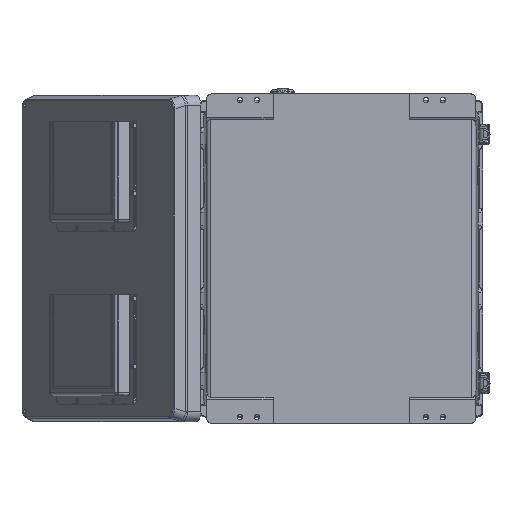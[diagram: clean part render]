
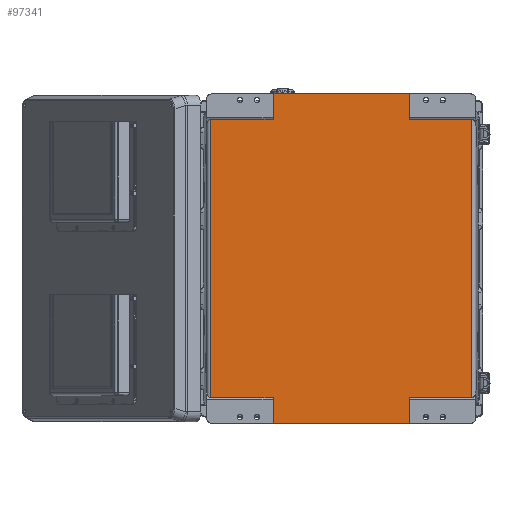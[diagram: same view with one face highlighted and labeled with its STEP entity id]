
A CAD part, front view. The second image highlights one B-rep face of the part: STEP entity #97341.
In plain terms, the highlighted planar face has unit normal (0, -1, 0).
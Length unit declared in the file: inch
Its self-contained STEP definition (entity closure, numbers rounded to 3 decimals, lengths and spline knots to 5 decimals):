
#763 = VECTOR ( 'NONE', #7660, 39.37008 ) ;
#824 = VECTOR ( 'NONE', #4629, 39.37008 ) ;
#1003 = ORIENTED_EDGE ( 'NONE', *, *, #22720, .T. ) ;
#1870 = CARTESIAN_POINT ( 'NONE',  ( 8.11811, 0.05906, -17.96858 ) ) ;
#3811 = CARTESIAN_POINT ( 'NONE',  ( 4.03163, 0.05906, 0. ) ) ;
#4627 = FACE_OUTER_BOUND ( 'NONE', #12329, .T. ) ;
#4629 = DIRECTION ( 'NONE',  ( 0., 0., -1. ) ) ;
#5567 = DIRECTION ( 'NONE',  ( 0., 0., 1. ) ) ;
#5773 = LINE ( 'NONE', #37948, #27103 ) ;
#5912 = CARTESIAN_POINT ( 'NONE',  ( -7.73754, 0.05906, -1.51961 ) ) ;
#6113 = VERTEX_POINT ( 'NONE', #60435 ) ;
#6787 = VERTEX_POINT ( 'NONE', #86105 ) ;
#7660 = DIRECTION ( 'NONE',  ( 0., 0., 1. ) ) ;
#8824 = VECTOR ( 'NONE', #12202, 39.37008 ) ;
#10340 = LINE ( 'NONE', #1870, #33666 ) ;
#12202 = DIRECTION ( 'NONE',  ( -1., 0., 0. ) ) ;
#12329 = EDGE_LOOP ( 'NONE', ( #21979, #53679, #101368, #30096, #14128, #89241, #1003, #75646, #33973, #87341, #44911, #88821 ) ) ;
#12516 = CARTESIAN_POINT ( 'NONE',  ( -4.03163, 0.05906, -17.96858 ) ) ;
#13651 = PLANE ( 'NONE',  #84474 ) ;
#13681 = DIRECTION ( 'NONE',  ( 0., 0., 1. ) ) ;
#14128 = ORIENTED_EDGE ( 'NONE', *, *, #50847, .F. ) ;
#14160 = VECTOR ( 'NONE', #107537, 39.37008 ) ;
#15556 = DIRECTION ( 'NONE',  ( -1., 0., 0. ) ) ;
#16114 = LINE ( 'NONE', #57837, #66702 ) ;
#16352 = CARTESIAN_POINT ( 'NONE',  ( -4.03163, 0.05906, -19.48819 ) ) ;
#16784 = EDGE_CURVE ( 'NONE', #6113, #29169, #59493, .T. ) ;
#18165 = CARTESIAN_POINT ( 'NONE',  ( -4.03163, 0.05906, 0. ) ) ;
#21159 = LINE ( 'NONE', #5912, #97319 ) ;
#21979 = ORIENTED_EDGE ( 'NONE', *, *, #46918, .F. ) ;
#22720 = EDGE_CURVE ( 'NONE', #33569, #6787, #82258, .T. ) ;
#24010 = VERTEX_POINT ( 'NONE', #18165 ) ;
#25922 = CARTESIAN_POINT ( 'NONE',  ( -8.11811, 0.05906, -17.96858 ) ) ;
#27103 = VECTOR ( 'NONE', #13681, 39.37008 ) ;
#29169 = VERTEX_POINT ( 'NONE', #16352 ) ;
#29235 = EDGE_CURVE ( 'NONE', #73968, #59080, #103189, .T. ) ;
#29729 = DIRECTION ( 'NONE',  ( 0., 0., -1. ) ) ;
#30096 = ORIENTED_EDGE ( 'NONE', *, *, #16784, .F. ) ;
#31411 = VECTOR ( 'NONE', #70482, 39.37008 ) ;
#32138 = CARTESIAN_POINT ( 'NONE',  ( 4.03163, 0.05906, -17.96858 ) ) ;
#33569 = VERTEX_POINT ( 'NONE', #79160 ) ;
#33666 = VECTOR ( 'NONE', #78585, 39.37008 ) ;
#33973 = ORIENTED_EDGE ( 'NONE', *, *, #49722, .T. ) ;
#37948 = CARTESIAN_POINT ( 'NONE',  ( -4.03163, 0.05906, 0.85787 ) ) ;
#38749 = LINE ( 'NONE', #73146, #14160 ) ;
#39044 = DIRECTION ( 'NONE',  ( 0., 0., 1. ) ) ;
#39869 = LINE ( 'NONE', #46081, #89803 ) ;
#40532 = LINE ( 'NONE', #42223, #87821 ) ;
#42223 = CARTESIAN_POINT ( 'NONE',  ( 4.03163, 0.05906, 0.85787 ) ) ;
#44911 = ORIENTED_EDGE ( 'NONE', *, *, #47218, .F. ) ;
#46081 = CARTESIAN_POINT ( 'NONE',  ( 4.03163, 0.05906, -20.34606 ) ) ;
#46918 = EDGE_CURVE ( 'NONE', #73968, #67109, #21159, .T. ) ;
#47218 = EDGE_CURVE ( 'NONE', #66634, #24010, #5773, .T. ) ;
#49382 = CARTESIAN_POINT ( 'NONE',  ( 8.11811, 0.05906, -19.48819 ) ) ;
#49722 = EDGE_CURVE ( 'NONE', #105476, #89228, #40532, .T. ) ;
#50255 = CARTESIAN_POINT ( 'NONE',  ( -7.73754, 0.05906, -17.96858 ) ) ;
#50847 = EDGE_CURVE ( 'NONE', #63304, #6113, #39869, .T. ) ;
#50856 = EDGE_CURVE ( 'NONE', #67109, #66634, #38749, .T. ) ;
#53679 = ORIENTED_EDGE ( 'NONE', *, *, #29235, .T. ) ;
#54412 = EDGE_CURVE ( 'NONE', #33569, #63304, #10340, .T. ) ;
#57442 = EDGE_CURVE ( 'NONE', #6787, #105476, #61885, .T. ) ;
#57600 = CARTESIAN_POINT ( 'NONE',  ( 8.11811, 0.05906, -1.51961 ) ) ;
#57837 = CARTESIAN_POINT ( 'NONE',  ( 8.11811, 0.05906, 0. ) ) ;
#59080 = VERTEX_POINT ( 'NONE', #12516 ) ;
#59493 = LINE ( 'NONE', #49382, #109986 ) ;
#60435 = CARTESIAN_POINT ( 'NONE',  ( 4.03163, 0.05906, -19.48819 ) ) ;
#61885 = LINE ( 'NONE', #70361, #8824 ) ;
#62757 = CARTESIAN_POINT ( 'NONE',  ( -4.03163, 0.05906, -20.34606 ) ) ;
#63304 = VERTEX_POINT ( 'NONE', #32138 ) ;
#64417 = DIRECTION ( 'NONE',  ( 0., 1., 0. ) ) ;
#66214 = CARTESIAN_POINT ( 'NONE',  ( -4.03163, 0.05906, -1.51961 ) ) ;
#66634 = VERTEX_POINT ( 'NONE', #66214 ) ;
#66702 = VECTOR ( 'NONE', #15556, 39.37008 ) ;
#67109 = VERTEX_POINT ( 'NONE', #76184 ) ;
#69323 = CARTESIAN_POINT ( 'NONE',  ( 4.03163, 0.05906, -1.51961 ) ) ;
#70361 = CARTESIAN_POINT ( 'NONE',  ( 8.11811, 0.05906, -1.51961 ) ) ;
#70482 = DIRECTION ( 'NONE',  ( 1., 0., 0. ) ) ;
#73146 = CARTESIAN_POINT ( 'NONE',  ( -8.11811, 0.05906, -1.51961 ) ) ;
#73968 = VERTEX_POINT ( 'NONE', #50255 ) ;
#75646 = ORIENTED_EDGE ( 'NONE', *, *, #57442, .T. ) ;
#76184 = CARTESIAN_POINT ( 'NONE',  ( -7.73754, 0.05906, -1.51961 ) ) ;
#78585 = DIRECTION ( 'NONE',  ( -1., 0., 0. ) ) ;
#79160 = CARTESIAN_POINT ( 'NONE',  ( 7.73754, 0.05906, -17.96858 ) ) ;
#82258 = LINE ( 'NONE', #110869, #763 ) ;
#82607 = DIRECTION ( 'NONE',  ( 0., 0., 1. ) ) ;
#84474 = AXIS2_PLACEMENT_3D ( 'NONE', #57600, #64417, #39044 ) ;
#86105 = CARTESIAN_POINT ( 'NONE',  ( 7.73754, 0.05906, -1.51961 ) ) ;
#87341 = ORIENTED_EDGE ( 'NONE', *, *, #97998, .T. ) ;
#87821 = VECTOR ( 'NONE', #5567, 39.37008 ) ;
#88821 = ORIENTED_EDGE ( 'NONE', *, *, #50856, .F. ) ;
#89228 = VERTEX_POINT ( 'NONE', #3811 ) ;
#89241 = ORIENTED_EDGE ( 'NONE', *, *, #54412, .F. ) ;
#89803 = VECTOR ( 'NONE', #29729, 39.37008 ) ;
#97319 = VECTOR ( 'NONE', #82607, 39.37008 ) ;
#97341 = ADVANCED_FACE ( 'NONE', ( #4627 ), #13651, .F. ) ;
#97998 = EDGE_CURVE ( 'NONE', #89228, #24010, #16114, .T. ) ;
#98814 = LINE ( 'NONE', #62757, #824 ) ;
#101243 = DIRECTION ( 'NONE',  ( -1., 0., 0. ) ) ;
#101368 = ORIENTED_EDGE ( 'NONE', *, *, #104885, .T. ) ;
#103189 = LINE ( 'NONE', #25922, #31411 ) ;
#104885 = EDGE_CURVE ( 'NONE', #59080, #29169, #98814, .T. ) ;
#105476 = VERTEX_POINT ( 'NONE', #69323 ) ;
#107537 = DIRECTION ( 'NONE',  ( 1., 0., 0. ) ) ;
#109986 = VECTOR ( 'NONE', #101243, 39.37008 ) ;
#110869 = CARTESIAN_POINT ( 'NONE',  ( 7.73754, 0.05906, -1.51961 ) ) ;
